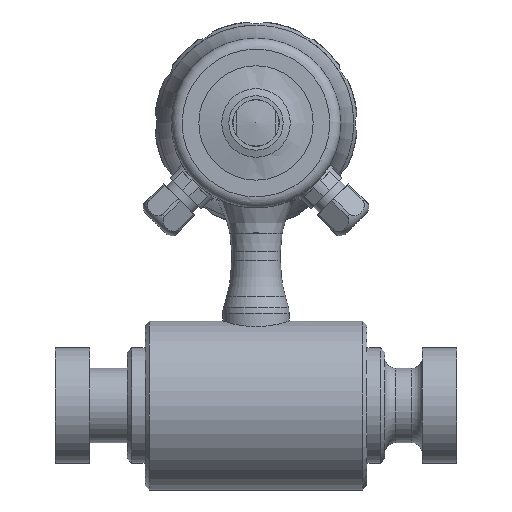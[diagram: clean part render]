
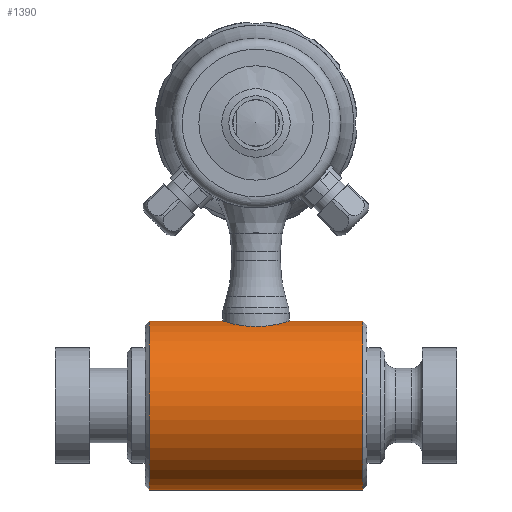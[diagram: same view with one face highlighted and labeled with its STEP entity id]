
A CAD part, left-side view. The second image highlights one B-rep face of the part: STEP entity #1390.
In plain terms, the highlighted cylindrical face has radius 38.05 mm (diameter 76.1 mm), a full revolution.
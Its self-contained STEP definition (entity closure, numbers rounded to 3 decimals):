
#1390 = ADVANCED_FACE( 'NONE', ( #2958, #2959, #2960 ), #2961, .T. );
#2958 = FACE_BOUND( '', #5127, .T. );
#2959 = FACE_OUTER_BOUND( '', #5128, .T. );
#2960 = FACE_OUTER_BOUND( '', #5129, .T. );
#2961 = CYLINDRICAL_SURFACE( '', #5130, 38.05 );
#5127 = EDGE_LOOP( '', ( #9493, #9494, #9495, #9496, #9497, #9498 ) );
#5128 = EDGE_LOOP( '', ( #9499 ) );
#5129 = EDGE_LOOP( '', ( #9500 ) );
#5130 = AXIS2_PLACEMENT_3D( '', #9501, #9502, #9503 );
#9493 = ORIENTED_EDGE( '', *, *, #10766, .F. );
#9494 = ORIENTED_EDGE( '', *, *, #11992, .F. );
#9495 = ORIENTED_EDGE( '', *, *, #11993, .F. );
#9496 = ORIENTED_EDGE( '', *, *, #11477, .F. );
#9497 = ORIENTED_EDGE( '', *, *, #11509, .F. );
#9498 = ORIENTED_EDGE( '', *, *, #11994, .F. );
#9499 = ORIENTED_EDGE( '', *, *, #11815, .F. );
#9500 = ORIENTED_EDGE( '', *, *, #11202, .T. );
#9501 = CARTESIAN_POINT( '', ( 0., -109.971, 0. ) );
#9502 = DIRECTION( '', ( 0., 1., 0. ) );
#9503 = DIRECTION( '', ( 0., 0., 1. ) );
#10766 = EDGE_CURVE( '', #12859, #12861, #12862, .F. );
#11202 = EDGE_CURVE( 'NONE', #13538, #13538, #13539, .T. );
#11477 = EDGE_CURVE( '', #13936, #13939, #13940, .F. );
#11509 = EDGE_CURVE( '', #13980, #13936, #13982, .T. );
#11815 = EDGE_CURVE( 'NONE', #14394, #14394, #14395, .T. );
#11992 = EDGE_CURVE( '', #14597, #12859, #14598, .T. );
#11993 = EDGE_CURVE( '', #13939, #14597, #14599, .T. );
#11994 = EDGE_CURVE( '', #12861, #13980, #14600, .T. );
#12859 = VERTEX_POINT( '', #16585 );
#12861 = VERTEX_POINT( '', #16604 );
#12862 = LINE( '', #16605, #16606 );
#13538 = VERTEX_POINT( '', #18233 );
#13539 = CIRCLE( '', #18234, 38.05 );
#13936 = VERTEX_POINT( '', #19082 );
#13939 = VERTEX_POINT( '', #19100 );
#13940 = LINE( '', #19101, #19102 );
#13980 = VERTEX_POINT( '', #19309 );
#13982 = LINE( '', #19320, #19321 );
#14394 = VERTEX_POINT( '', #20310 );
#14395 = CIRCLE( '', #20311, 38.05 );
#14597 = VERTEX_POINT( '', #21258 );
#14598 = LINE( '', #21259, #21260 );
#14599 = B_SPLINE_CURVE_WITH_KNOTS( '', 3, ( #21261, #21262, #21263, #21264, #21265, #21266, #21267, #21268, #21269, #21270, #21271, #21272 ), .UNSPECIFIED., .F., .F., ( 4, 1, 1, 1, 1, 1, 1, 1, 1, 4 ), ( 0., 0.1, 0.2, 0.3, 0.4, 0.499, 0.5, 0.666, 0.833, 1. ), .UNSPECIFIED. );
#14600 = B_SPLINE_CURVE_WITH_KNOTS( '', 3, ( #21273, #21274, #21275, #21276, #21277, #21278, #21279, #21280, #21281, #21282, #21283, #21284, #21285 ), .UNSPECIFIED., .F., .F., ( 4, 1, 1, 1, 1, 1, 1, 1, 1, 1, 4 ), ( 0., 0.1, 0.2, 0.3, 0.4, 0.5, 0.6, 0.7, 0.8, 0.9, 1. ), .UNSPECIFIED. );
#16585 = CARTESIAN_POINT( '', ( 1.786, 9.331, 38.008 ) );
#16604 = CARTESIAN_POINT( '', ( 1.786, 14.893, 38.008 ) );
#16605 = CARTESIAN_POINT( '', ( 1.786, 0.036, 38.008 ) );
#16606 = VECTOR( '', #22079, 1000. );
#18233 = CARTESIAN_POINT( '', ( 0., 48., 38.05 ) );
#18234 = AXIS2_PLACEMENT_3D( '', #22557, #22558, #22559 );
#19082 = CARTESIAN_POINT( '', ( -1.786, 9.331, 38.008 ) );
#19100 = CARTESIAN_POINT( '', ( -1.786, -14.893, 38.008 ) );
#19101 = CARTESIAN_POINT( '', ( -1.786, -15., 38.008 ) );
#19102 = VECTOR( '', #22854, 1000. );
#19309 = CARTESIAN_POINT( '', ( -1.786, 14.893, 38.008 ) );
#19320 = CARTESIAN_POINT( '', ( -1.786, 0.036, 38.008 ) );
#19321 = VECTOR( '', #22870, 1000. );
#20310 = CARTESIAN_POINT( '', ( 0., -48., 38.05 ) );
#20311 = AXIS2_PLACEMENT_3D( '', #23167, #23168, #23169 );
#21258 = CARTESIAN_POINT( '', ( 1.786, -14.893, 38.008 ) );
#21259 = CARTESIAN_POINT( '', ( 1.786, -15., 38.008 ) );
#21260 = VECTOR( '', #23296, 1000. );
#21261 = CARTESIAN_POINT( '', ( -1.786, -14.893, 38.008 ) );
#21262 = CARTESIAN_POINT( '', ( -1.667, -14.907, 38.013 ) );
#21263 = CARTESIAN_POINT( '', ( -1.43, -14.934, 38.024 ) );
#21264 = CARTESIAN_POINT( '', ( -1.073, -14.963, 38.035 ) );
#21265 = CARTESIAN_POINT( '', ( -0.716, -14.984, 38.044 ) );
#21266 = CARTESIAN_POINT( '', ( -0.359, -14.997, 38.049 ) );
#21267 = CARTESIAN_POINT( '', ( -0.12, -15., 38.05 ) );
#21268 = CARTESIAN_POINT( '', ( 0.198, -15., 38.05 ) );
#21269 = CARTESIAN_POINT( '', ( 0.596, -14.992, 38.047 ) );
#21270 = CARTESIAN_POINT( '', ( 1.192, -14.958, 38.033 ) );
#21271 = CARTESIAN_POINT( '', ( 1.588, -14.915, 38.016 ) );
#21272 = CARTESIAN_POINT( '', ( 1.786, -14.893, 38.008 ) );
#21273 = CARTESIAN_POINT( '', ( 1.786, 14.893, 38.008 ) );
#21274 = CARTESIAN_POINT( '', ( 1.667, 14.907, 38.013 ) );
#21275 = CARTESIAN_POINT( '', ( 1.43, 14.933, 38.024 ) );
#21276 = CARTESIAN_POINT( '', ( 1.073, 14.963, 38.035 ) );
#21277 = CARTESIAN_POINT( '', ( 0.716, 14.984, 38.044 ) );
#21278 = CARTESIAN_POINT( '', ( 0.358, 14.997, 38.049 ) );
#21279 = CARTESIAN_POINT( '', ( 0., 15.001, 38.05 ) );
#21280 = CARTESIAN_POINT( '', ( -0.358, 14.997, 38.049 ) );
#21281 = CARTESIAN_POINT( '', ( -0.716, 14.984, 38.044 ) );
#21282 = CARTESIAN_POINT( '', ( -1.073, 14.963, 38.035 ) );
#21283 = CARTESIAN_POINT( '', ( -1.43, 14.933, 38.024 ) );
#21284 = CARTESIAN_POINT( '', ( -1.667, 14.907, 38.013 ) );
#21285 = CARTESIAN_POINT( '', ( -1.786, 14.893, 38.008 ) );
#22079 = DIRECTION( '', ( 0., -1., 0. ) );
#22557 = CARTESIAN_POINT( '', ( 0., 48., 0. ) );
#22558 = DIRECTION( '', ( 0., -1., 0. ) );
#22559 = DIRECTION( '', ( 0., 0., 1. ) );
#22854 = DIRECTION( '', ( 0., 1., 0. ) );
#22870 = DIRECTION( '', ( 0., -1., 0. ) );
#23167 = CARTESIAN_POINT( '', ( 0., -48., 0. ) );
#23168 = DIRECTION( '', ( 0., -1., 0. ) );
#23169 = DIRECTION( '', ( 0., 0., 1. ) );
#23296 = DIRECTION( '', ( 0., 1., 0. ) );
